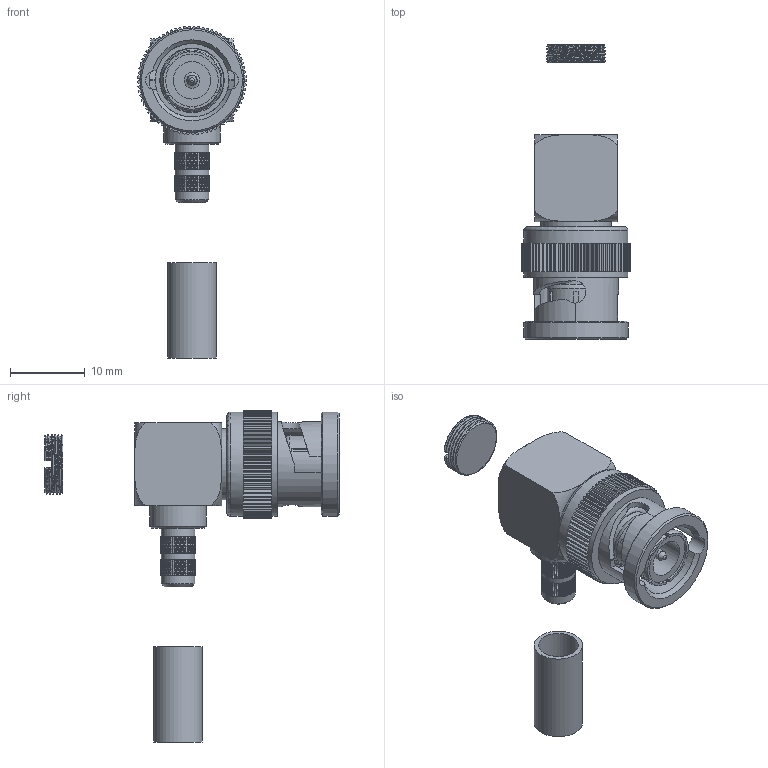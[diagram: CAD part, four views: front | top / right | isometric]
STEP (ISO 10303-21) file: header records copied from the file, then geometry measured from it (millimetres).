
FILE_DESCRIPTION(/* description */ ('Unknown'),/* implementation_level */ '2;1');
FILE_NAME(/* name */ '60736022210120',/* time_stamp */ '2023-05-11T09:33:43+02:00',/* author */ ('Unknown'),/* organization */ ('Unknown'),/* preprocessor_version */ 'ST-DEVELOPER v18.102',/* originating_system */ 'Solid Edge',/* authorisation */ 'Unknown');
FILE_SCHEMA (('AUTOMOTIVE_DESIGN {1 0 10303 214 3 1 1}'));
Products named in the file (1): 60736022210120
Bounding box: 14.5 x 39.3 x 44.32 mm (x, y, z)
Volume: 2968.2 mm3; surface area: 3709.3 mm2
Topology: 3 solids, 3 shells, 8645 faces, 17666 edges, 9044 vertices
Faces by surface type: bspline 6507, cylinder 1751, plane 361, torus 14, cone 12
Full cylindrical faces by diameter (mm): 1.35 x1, 2.1 x1, 2.5 x1, 3.1 x1, 3.15 x1, 4.5 x3, 5 x1, 5.33 x1, 5.7 x1, 6.48 x1, 7.3 x1, 7.55 x1, 7.7 x1, 8.4 x1, 9.5 x1, 9.8 x1, 11.35 x1, 12.8 x1, 13.9 x3
Entity records: 378317 total; most frequent: CARTESIAN_POINT 210321, ORIENTED_EDGE 35210, EDGE_CURVE 17605, VERTEX_POINT 9023, EDGE_LOOP 8706, FACE_BOUND 8706, ADVANCED_FACE 8643, STYLED_ITEM 8613
